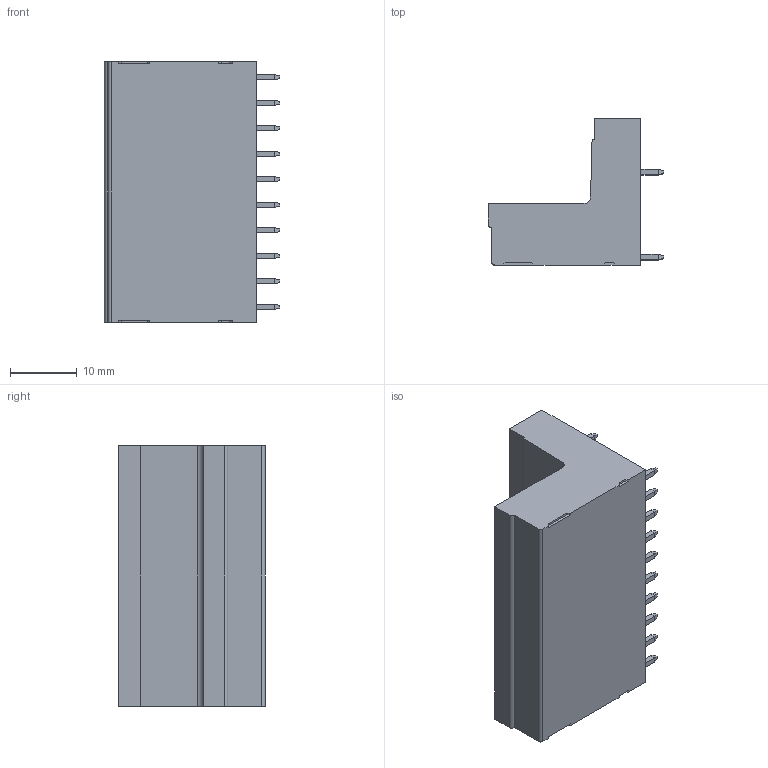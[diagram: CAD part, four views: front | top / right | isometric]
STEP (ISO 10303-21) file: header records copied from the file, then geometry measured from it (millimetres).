
FILE_DESCRIPTION((''),'2;1');
FILE_NAME('TLPHDC-105R-1','2024-09-23T16:03:08',('sheji109'),(''),'CREO PARAMETRIC BY PTC INC, 2018100','CREO PARAMETRIC BY PTC INC, 2018100','');
FILE_SCHEMA(('CONFIG_CONTROL_DESIGN'));
Length unit declared in the file: millimetre
Products named in the file (1): TLPHDC-105R-1
Bounding box: 26.2 x 21.9 x 38.89 mm (x, y, z)
Volume: 9002.3 mm3; surface area: 9755.8 mm2
Topology: 1 solids, 1 shells, 1703 faces, 4646 edges, 2986 vertices
Faces by surface type: plane 1380, cylinder 293, cone 20, sphere 10
Entity records: 53113 total; most frequent: CARTESIAN_POINT 9768, ORIENTED_EDGE 9272, DIRECTION 8577, EDGE_CURVE 4636, VECTOR 3899, LINE 3899, VERTEX_POINT 2986, AXIS2_PLACEMENT_3D 2339
